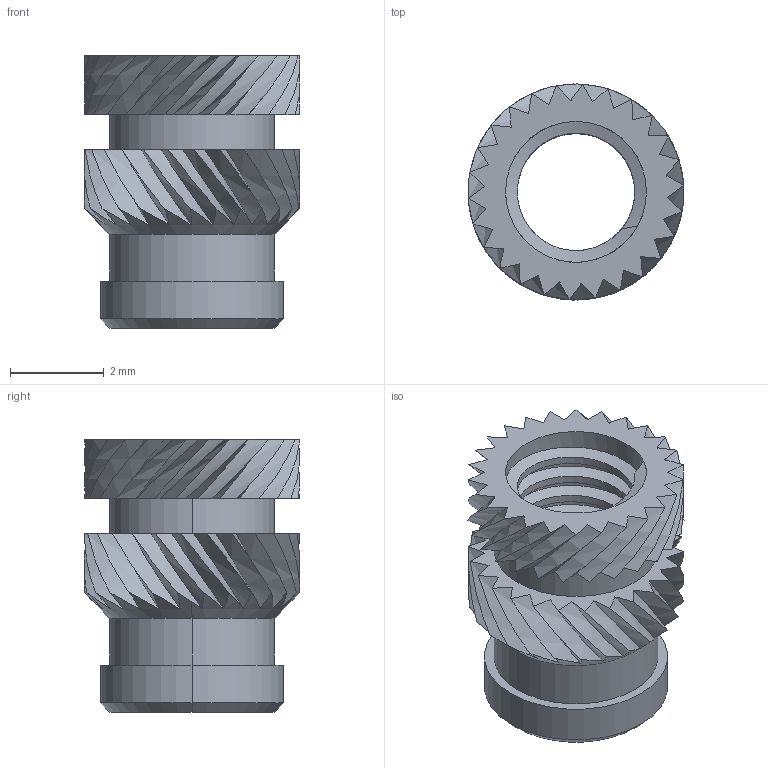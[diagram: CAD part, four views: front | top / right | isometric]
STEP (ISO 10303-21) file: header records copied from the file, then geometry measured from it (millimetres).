
FILE_DESCRIPTION (( 'STEP AP203' ), '1' );
FILE_NAME ('Inserto_Tuerca_M3x5,8.STEP', '2023-08-13T19:49:36', ( '' ), ( '' ), 'SwSTEP 2.0', 'SolidWorks 2022', '' );
FILE_SCHEMA (( 'CONFIG_CONTROL_DESIGN' ));
Length unit declared in the file: millimetre
Products named in the file (1): Inserto_Tuerca_M3x5,8
Bounding box: 4.6 x 4.6 x 5.8 mm (x, y, z)
Volume: 35.4 mm3; surface area: 218.1 mm2
Topology: 1 solids, 1 shells, 148 faces, 420 edges, 277 vertices
Faces by surface type: bspline 109, cylinder 30, plane 5, cone 4
Entity records: 6909 total; most frequent: CARTESIAN_POINT 4285, ORIENTED_EDGE 840, EDGE_CURVE 420, VERTEX_POINT 277, DIRECTION 203, EDGE_LOOP 153, FACE_OUTER_BOUND 148, ADVANCED_FACE 148
